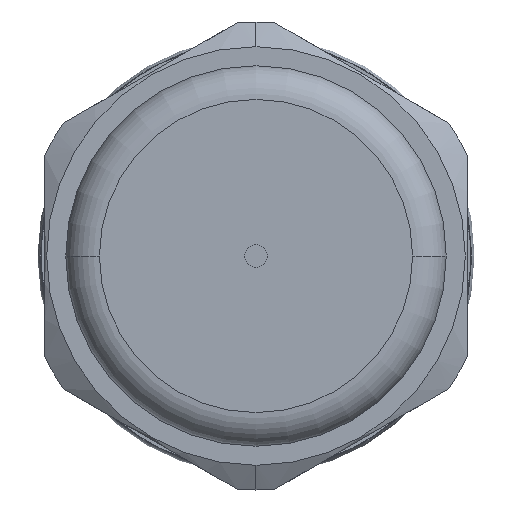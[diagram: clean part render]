
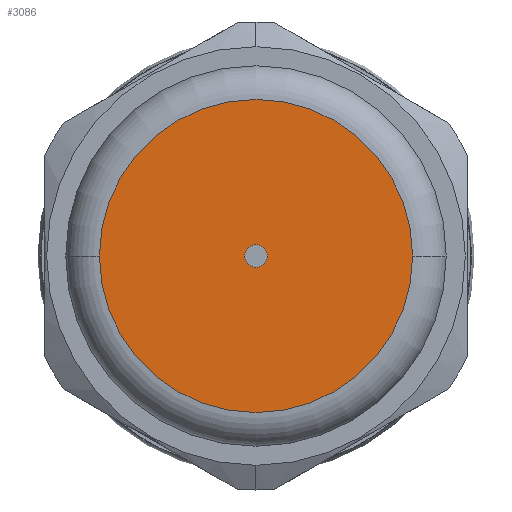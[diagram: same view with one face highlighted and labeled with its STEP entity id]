
A CAD part, left-side view. The second image highlights one B-rep face of the part: STEP entity #3086.
In plain terms, the highlighted planar face has unit normal (-1, 0, 0).
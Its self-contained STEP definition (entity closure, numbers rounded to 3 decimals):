
#28 = DIRECTION ( 'NONE',  ( 1., 0., 0. ) ) ;
#562 = ORIENTED_EDGE ( 'NONE', *, *, #3598, .T. ) ;
#730 = DIRECTION ( 'NONE',  ( 0., 1., 0. ) ) ;
#993 = DIRECTION ( 'NONE',  ( 0., 1., 0. ) ) ;
#1504 = FACE_OUTER_BOUND ( 'NONE', #2083, .T. ) ;
#1555 = CIRCLE ( 'NONE', #5199, 8.23 ) ;
#1649 = CARTESIAN_POINT ( 'NONE',  ( -23., 0., 0. ) ) ;
#2026 = VERTEX_POINT ( 'NONE', #6108 ) ;
#2083 = EDGE_LOOP ( 'NONE', ( #4383, #7678 ) ) ;
#2104 = EDGE_LOOP ( 'NONE', ( #6814, #562 ) ) ;
#2160 = AXIS2_PLACEMENT_3D ( 'NONE', #1649, #4693, #993 ) ;
#2453 = CARTESIAN_POINT ( 'NONE',  ( -23., -8.23, 0. ) ) ;
#2475 = VERTEX_POINT ( 'NONE', #2453 ) ;
#2515 = DIRECTION ( 'NONE',  ( 0., 1., 0. ) ) ;
#2688 = DIRECTION ( 'NONE',  ( -1., 0., 0. ) ) ;
#2944 = AXIS2_PLACEMENT_3D ( 'NONE', #6197, #28, #3797 ) ;
#3086 = ADVANCED_FACE ( 'NONE', ( #4319, #1504 ), #7087, .T. ) ;
#3329 = DIRECTION ( 'NONE',  ( 0., -1., 0. ) ) ;
#3598 = EDGE_CURVE ( 'NONE', #5663, #2026, #4110, .T. ) ;
#3768 = CARTESIAN_POINT ( 'NONE',  ( -23., -0.6, 0. ) ) ;
#3797 = DIRECTION ( 'NONE',  ( 0., 1., 0. ) ) ;
#4110 = CIRCLE ( 'NONE', #2944, 0.6 ) ;
#4239 = EDGE_CURVE ( 'NONE', #2475, #6822, #6228, .T. ) ;
#4319 = FACE_BOUND ( 'NONE', #2104, .T. ) ;
#4383 = ORIENTED_EDGE ( 'NONE', *, *, #7351, .F. ) ;
#4431 = CARTESIAN_POINT ( 'NONE',  ( -23., 0., 0. ) ) ;
#4693 = DIRECTION ( 'NONE',  ( 1., 0., 0. ) ) ;
#4859 = CIRCLE ( 'NONE', #7296, 0.6 ) ;
#4978 = CARTESIAN_POINT ( 'NONE',  ( -23., 0., 0. ) ) ;
#5124 = DIRECTION ( 'NONE',  ( 1., 0., 0. ) ) ;
#5199 = AXIS2_PLACEMENT_3D ( 'NONE', #4431, #5124, #730 ) ;
#5663 = VERTEX_POINT ( 'NONE', #3768 ) ;
#5796 = CARTESIAN_POINT ( 'NONE',  ( -23., 0.6, 0. ) ) ;
#6108 = CARTESIAN_POINT ( 'NONE',  ( -23., 0.6, 0. ) ) ;
#6178 = EDGE_CURVE ( 'NONE', #2026, #5663, #4859, .T. ) ;
#6197 = CARTESIAN_POINT ( 'NONE',  ( -23., 0., 0. ) ) ;
#6228 = CIRCLE ( 'NONE', #2160, 8.23 ) ;
#6814 = ORIENTED_EDGE ( 'NONE', *, *, #6178, .T. ) ;
#6822 = VERTEX_POINT ( 'NONE', #7046 ) ;
#7046 = CARTESIAN_POINT ( 'NONE',  ( -23., 8.23, 0. ) ) ;
#7087 = PLANE ( 'NONE',  #7213 ) ;
#7213 = AXIS2_PLACEMENT_3D ( 'NONE', #5796, #2688, #3329 ) ;
#7296 = AXIS2_PLACEMENT_3D ( 'NONE', #4978, #7551, #2515 ) ;
#7351 = EDGE_CURVE ( 'NONE', #6822, #2475, #1555, .T. ) ;
#7551 = DIRECTION ( 'NONE',  ( 1., 0., 0. ) ) ;
#7678 = ORIENTED_EDGE ( 'NONE', *, *, #4239, .F. ) ;
